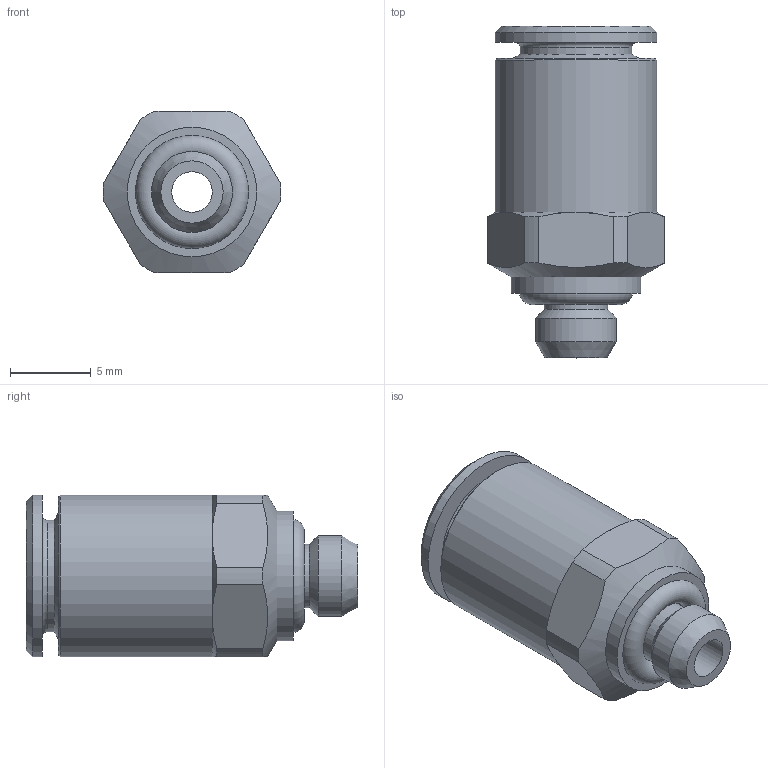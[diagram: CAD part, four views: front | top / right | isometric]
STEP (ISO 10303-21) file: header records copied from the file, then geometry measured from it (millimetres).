
FILE_DESCRIPTION(( 'MAL.12.06.M5.stp' ), '1');
FILE_NAME( 'MAL.12.06.M5.stp', '2021-02-19T16:28:00',( 'Sopra'),('sopra-pneumatic.com'), 'SwSTEP 2.0','SolidWorks 2009','' );
FILE_SCHEMA( ( 'CONFIG_CONTROL_DESIGN' ) );
Length unit declared in the file: millimetre
Products named in the file (2): F0020030; Taglia-Rivoluzione1
Assembly tree (1 placements, depth 2):
  F0020030
    Taglia-Rivoluzione1
Bounding box: 10.99 x 20.5 x 10 mm (x, y, z)
Volume: 852.9 mm3; surface area: 1108.1 mm2
Topology: 1 solids, 1 shells, 42 faces, 97 edges, 61 vertices
Faces by surface type: cone 14, cylinder 14, plane 12, torus 2
Full cylindrical faces by diameter (mm): 2.5 x1, 3.9 x1, 5 x1, 6.15 x1, 6.9 x1, 8 x1, 10 x2
Entity records: 1165 total; most frequent: CARTESIAN_POINT 244, DIRECTION 182, ORIENTED_EDGE 146, AXIS2_PLACEMENT_3D 85, EDGE_CURVE 73, EDGE_LOOP 66, VERTEX_POINT 55, FACE_OUTER_BOUND 52
